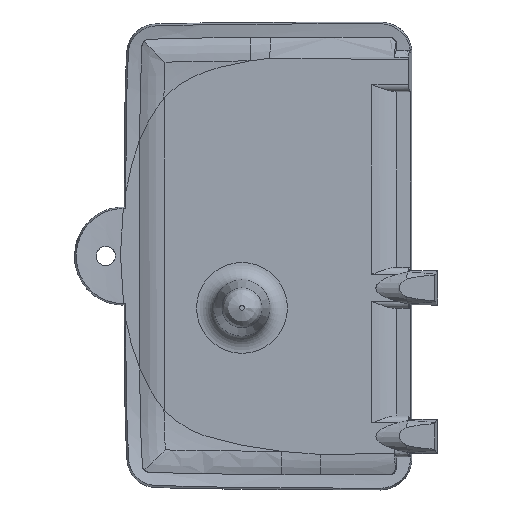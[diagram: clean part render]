
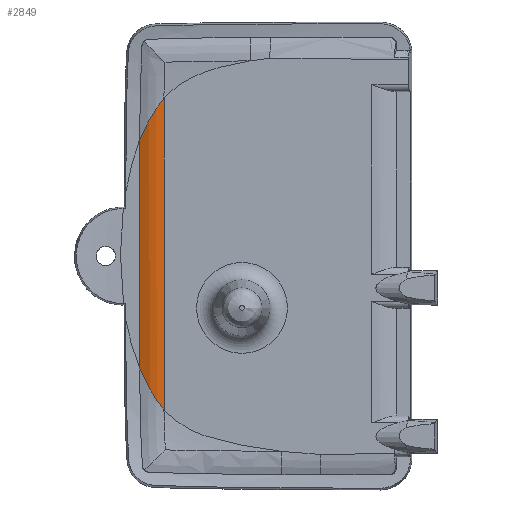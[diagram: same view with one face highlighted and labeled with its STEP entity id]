
A CAD part, top view. The second image highlights one B-rep face of the part: STEP entity #2849.
In plain terms, the highlighted cylindrical face has radius 7 mm (diameter 14 mm), a partial arc.
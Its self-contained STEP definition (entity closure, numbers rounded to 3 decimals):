
#86=CYLINDRICAL_SURFACE('',#3011,7.);
#232=FACE_OUTER_BOUND('',#359,.T.);
#359=EDGE_LOOP('',(#2543,#2544,#2545,#2546,#2547,#2548));
#503=LINE('',#3692,#581);
#510=LINE('',#4740,#588);
#581=VECTOR('',#3170,10.);
#588=VECTOR('',#3209,7.);
#875=B_SPLINE_CURVE_WITH_KNOTS('',3,(#10487,#10488,#10489,#10490,#10491,
#10492),.UNSPECIFIED.,.F.,.F.,(4,2,4),(-0.721,-0.32,
0.),.UNSPECIFIED.);
#884=B_SPLINE_CURVE_WITH_KNOTS('',3,(#10547,#10548,#10549,#10550),
 .UNSPECIFIED.,.F.,.F.,(4,4),(0.,0.009),.UNSPECIFIED.);
#885=B_SPLINE_CURVE_WITH_KNOTS('',3,(#10552,#10553,#10554,#10555,#10556,
#10557),.UNSPECIFIED.,.F.,.F.,(4,2,4),(0.,0.365,0.765),
 .UNSPECIFIED.);
#886=B_SPLINE_CURVE_WITH_KNOTS('',3,(#10558,#10559,#10560,#10561),
 .UNSPECIFIED.,.F.,.F.,(4,4),(0.003,0.011),
 .UNSPECIFIED.);
#995=VERTEX_POINT('',#3640);
#997=VERTEX_POINT('',#3691);
#1030=VERTEX_POINT('',#4623);
#1031=VERTEX_POINT('',#4739);
#1245=VERTEX_POINT('',#10486);
#1253=VERTEX_POINT('',#10551);
#1374=EDGE_CURVE('',#995,#997,#503,.T.);
#1413=EDGE_CURVE('',#1031,#1030,#510,.T.);
#1704=EDGE_CURVE('',#997,#1245,#875,.T.);
#1713=EDGE_CURVE('',#1030,#1245,#884,.T.);
#1714=EDGE_CURVE('',#995,#1253,#885,.T.);
#1715=EDGE_CURVE('',#1253,#1031,#886,.T.);
#2543=ORIENTED_EDGE('',*,*,#1413,.T.);
#2544=ORIENTED_EDGE('',*,*,#1713,.T.);
#2545=ORIENTED_EDGE('',*,*,#1704,.F.);
#2546=ORIENTED_EDGE('',*,*,#1374,.F.);
#2547=ORIENTED_EDGE('',*,*,#1714,.T.);
#2548=ORIENTED_EDGE('',*,*,#1715,.T.);
#2849=ADVANCED_FACE('',(#232),#86,.T.);
#3011=AXIS2_PLACEMENT_3D('',#10546,#3376,#3377);
#3170=DIRECTION('',(0.,1.,0.));
#3209=DIRECTION('',(0.,1.,0.));
#3376=DIRECTION('center_axis',(0.,1.,0.));
#3377=DIRECTION('ref_axis',(-0.515,0.,0.857));
#3640=CARTESIAN_POINT('',(-64.982,-16.661,-28.77));
#3691=CARTESIAN_POINT('',(-64.982,16.797,-28.77));
#3692=CARTESIAN_POINT('',(-64.982,14.397,-28.77));
#4623=CARTESIAN_POINT('',(-61.377,22.888,-27.77));
#4739=CARTESIAN_POINT('',(-61.377,-22.888,-27.77));
#4740=CARTESIAN_POINT('',(-61.377,14.397,-27.77));
#10486=CARTESIAN_POINT('',(-61.438,22.817,-27.77));
#10487=CARTESIAN_POINT('Ctrl Pts',(-64.982,16.797,-28.77));
#10488=CARTESIAN_POINT('Ctrl Pts',(-64.477,17.84,-28.466));
#10489=CARTESIAN_POINT('Ctrl Pts',(-63.9,19.064,-28.203));
#10490=CARTESIAN_POINT('Ctrl Pts',(-62.683,21.141,-27.87));
#10491=CARTESIAN_POINT('Ctrl Pts',(-62.1,21.983,-27.776));
#10492=CARTESIAN_POINT('Ctrl Pts',(-61.438,22.817,-27.77));
#10546=CARTESIAN_POINT('Origin',(-61.377,14.397,-34.77));
#10547=CARTESIAN_POINT('Ctrl Pts',(-61.377,22.888,-27.77));
#10548=CARTESIAN_POINT('Ctrl Pts',(-61.398,22.865,-27.77));
#10549=CARTESIAN_POINT('Ctrl Pts',(-61.418,22.841,-27.77));
#10550=CARTESIAN_POINT('Ctrl Pts',(-61.438,22.817,-27.77));
#10551=CARTESIAN_POINT('',(-61.426,-22.833,-27.77));
#10552=CARTESIAN_POINT('Ctrl Pts',(-64.982,-16.661,-28.77));
#10553=CARTESIAN_POINT('Ctrl Pts',(-64.47,-17.72,
-28.462));
#10554=CARTESIAN_POINT('Ctrl Pts',(-63.928,-18.884,
-28.224));
#10555=CARTESIAN_POINT('Ctrl Pts',(-62.719,-21.101,
-27.868));
#10556=CARTESIAN_POINT('Ctrl Pts',(-62.102,-22.025,
-27.775));
#10557=CARTESIAN_POINT('Ctrl Pts',(-61.426,-22.833,
-27.77));
#10558=CARTESIAN_POINT('Ctrl Pts',(-61.426,-22.833,-27.77));
#10559=CARTESIAN_POINT('Ctrl Pts',(-61.41,-22.852,
-27.77));
#10560=CARTESIAN_POINT('Ctrl Pts',(-61.394,-22.871,
-27.77));
#10561=CARTESIAN_POINT('Ctrl Pts',(-61.377,-22.888,
-27.77));
